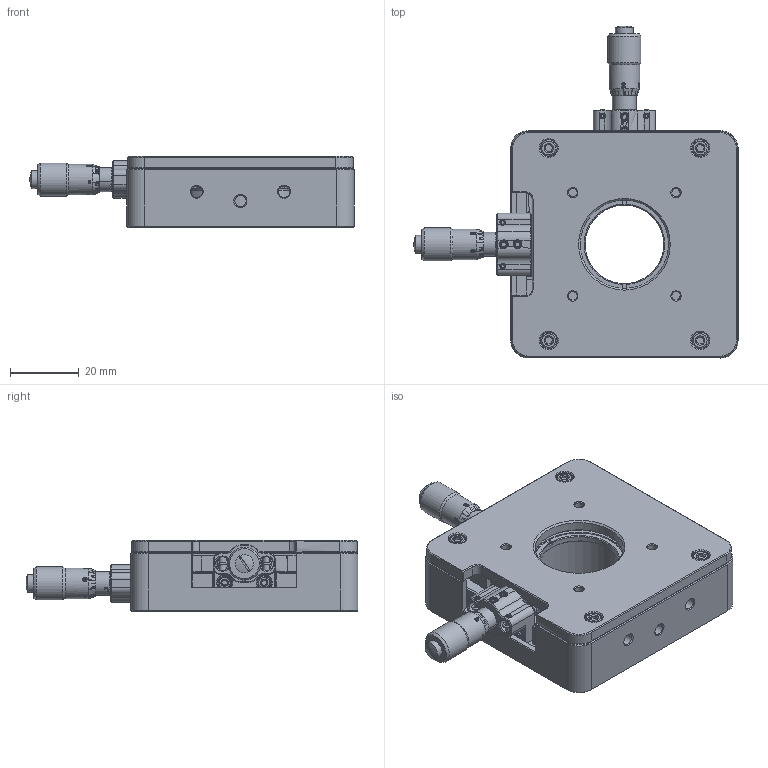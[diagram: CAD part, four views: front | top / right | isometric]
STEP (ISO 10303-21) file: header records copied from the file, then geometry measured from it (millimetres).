
FILE_DESCRIPTION (( 'STEP AP203' ), '1' );
FILE_NAME ('530111.STEP', '2025-04-27T07:42:25', ( 'Windows User' ), ( 'P R C' ), 'SwSTEP 2.0', 'SolidWorks 2020', '' );
FILE_SCHEMA (( 'CONFIG_CONTROL_DESIGN' ));
Products named in the file (1): 530111
Bounding box: 94.14 x 96.45 x 20.69 mm (x, y, z)
Surface area: 34009.3 mm2 (no closed solid volume)
Topology: 0 solids, 136 shells, 782 faces, 2859 edges, 2161 vertices
Faces by surface type: plane 406, cone 188, cylinder 152, bspline 36
Full cylindrical faces by diameter (mm): 1.5 x8, 1.6 x4, 2 x6, 2.5 x8, 3 x1, 3.3 x3, 4 x14, 4.2 x4, 4.6 x2, 5 x4, 5.2 x2, 5.4 x2, 6.96 x2, 7.62 x2, 8.9 x2, 9.6 x2, 22.9 x2, 25.654 x2, 28.8 x1, 38 x1
Entity records: 65595 total; most frequent: CARTESIAN_POINT 44425, ORIENTED_EDGE 3886, DIRECTION 3764, EDGE_CURVE 2536, VERTEX_POINT 2027, AXIS2_PLACEMENT_3D 1295, LINE 1174, VECTOR 1174
